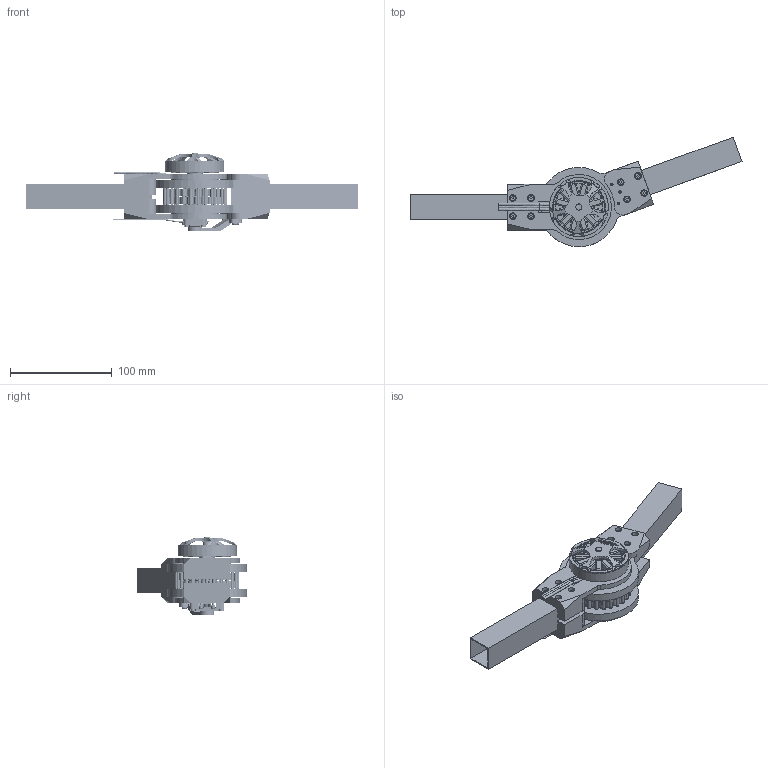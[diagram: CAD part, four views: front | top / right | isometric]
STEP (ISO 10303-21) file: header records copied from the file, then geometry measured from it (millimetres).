
FILE_DESCRIPTION(/* description */ (''),/* implementation_level */ '2;1');
FILE_NAME(/* name */ 'hackaday.stp',/* time_stamp */ '2018-06-03T14:09:10+08:00',/* author */ ('paulg'),/* organization */ (''),/* preprocessor_version */ 'ST-DEVELOPER v16.5',/* originating_system */ 'Autodesk Inventor 2017',/* authorisation */ '');
FILE_SCHEMA (('AUTOMOTIVE_DESIGN { 1 0 10303 214 3 1 1 }'));
Products named in the file (31): hackaday; 6809_joint_out; 58x45x7_bearing; encoder in 6809; motor in 6809; outer_bearing_holder; enc_pcb; magnet_holder; bar25x25; inner_ring_25l; shaft_6mm; encoder_bearing_holder-45; motor 5008 stator; 5008 motor; motor 5008 flux; motor 5008 top; magnet 5008; sensor_cable; motor cable; outer_pins; inner_pins; 18x12x4 bearing; 8x5x2_5 bearing; offset 6id 12od; 12x6x4 bearing; ASME/ANSI B18.3.5M - M3x6(1); ANSI B18.3.1M - M2x0.4 x 10; ANSI B18.6.7M - M3x0.5 x 4; motor_bearing_holder; 6mm diametric; silicon_steel
Assembly tree (126 placements, depth 3):
  hackaday
    6809_joint_out  x2
    58x45x7_bearing  x2
    encoder in 6809
    motor in 6809
    outer_bearing_holder
    enc_pcb  x2
    magnet_holder
    bar25x25  x2
    inner_ring_25l  x2
    shaft_6mm
    encoder_bearing_holder-45
    motor 5008 stator
    5008 motor
      motor 5008 flux
      motor 5008 top
      magnet 5008  x14
    sensor_cable
    motor cable
    outer_pins  x26
    inner_pins  x8
    12x6x4 bearing  x3
    18x12x4 bearing  x5
    8x5x2_5 bearing  x16
    offset 6id 12od
    ASME/ANSI B18.3.5M - M3x6(1)  x16
    ANSI B18.3.1M - M2x0.4 x 10  x8
    ANSI B18.6.7M - M3x0.5 x 4  x3
    6mm diametric  x2
    motor_bearing_holder
    silicon_steel
Bounding box: 326.32 x 107.71 x 77 mm (x, y, z)
Volume: 279832 mm3; surface area: 192098.2 mm2
Topology: 133 solids, 133 shells, 2489 faces, 5591 edges, 3489 vertices
Faces by surface type: plane 1034, cylinder 925, cone 196, sphere 115, bspline 113, torus 106
Full cylindrical faces by diameter (mm): 1 x24, 1.27 x4, 1.5 x8, 2 x74, 2.4 x52, 2.5 x26, 3 x48, 3.2 x26, 3.5 x27, 3.8 x8, 4 x8, 5 x16, 5.35 x16, 5.6 x3, 5.8 x32, 6 x10, 6.5 x16, 7 x10, 7.2 x32, 8 x33, 10 x3, 11 x6, 12 x13, 13 x10, 14 x2, 15 x1, 17 x10, 18 x8, 45 x2, 45.2 x2
Entity records: 58964 total; most frequent: CARTESIAN_POINT 31528, DIRECTION 5727, ORIENTED_EDGE 4910, EDGE_CURVE 2429, AXIS2_PLACEMENT_3D 2312, VERTEX_POINT 1658, EDGE_LOOP 1599, LINE 1103
